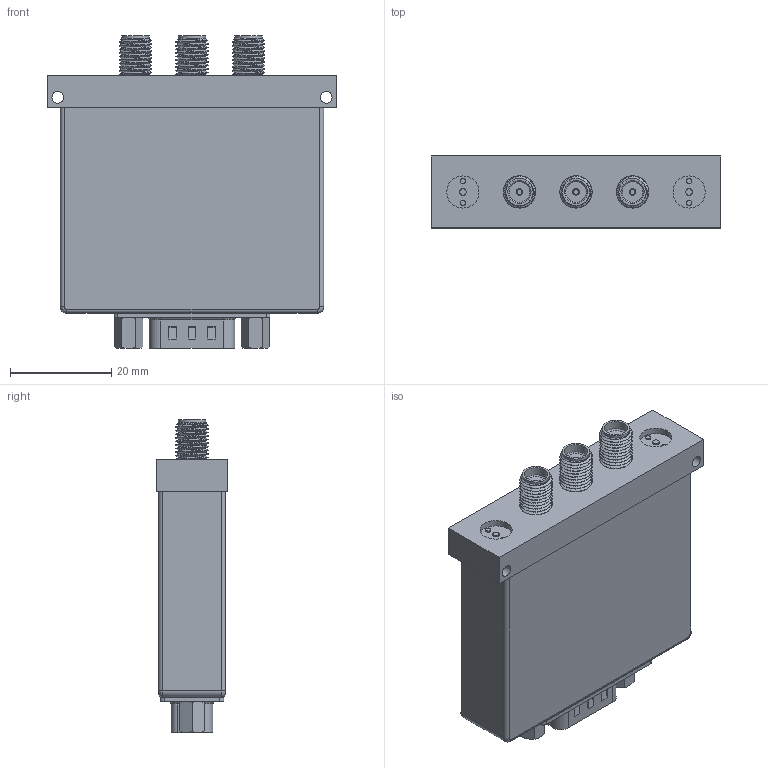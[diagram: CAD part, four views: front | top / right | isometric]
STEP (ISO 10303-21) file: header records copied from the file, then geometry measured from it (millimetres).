
FILE_DESCRIPTION (( 'STEP AP203' ), '1' );
FILE_NAME ('FMSW6354_3D.step', '2022-10-12T21:46:35', ( '' ), ( '' ), 'SwSTEP 2.0', 'SolidWorks 2021', '' );
FILE_SCHEMA (( 'CONFIG_CONTROL_DESIGN' ));
Products named in the file (1): FMSW6354_3D
Bounding box: 57.15 x 14.22 x 61.77 mm (x, y, z)
Volume: 34033.6 mm3; surface area: 12860.2 mm2
Topology: 2 solids, 12 shells, 1116 faces, 2913 edges, 1920 vertices
Faces by surface type: plane 630, bspline 330, cylinder 88, cone 34, sphere 18, torus 16
Full cylindrical faces by diameter (mm): 0.508 x9, 1.016 x16, 1.27 x5, 2.184 x2, 2.286 x2, 3.556 x2, 4.572 x3, 5.385 x3, 6.35 x2
Entity records: 53126 total; most frequent: CARTESIAN_POINT 28507, ORIENTED_EDGE 5552, DIRECTION 3861, EDGE_CURVE 2776, VERTEX_POINT 1873, VECTOR 1825, LINE 1825, EDGE_LOOP 1311
